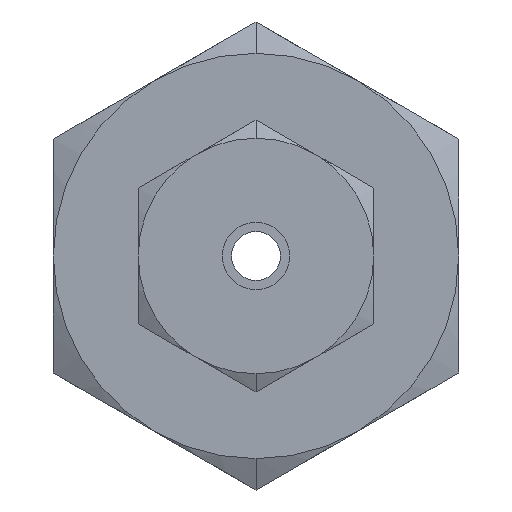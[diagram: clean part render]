
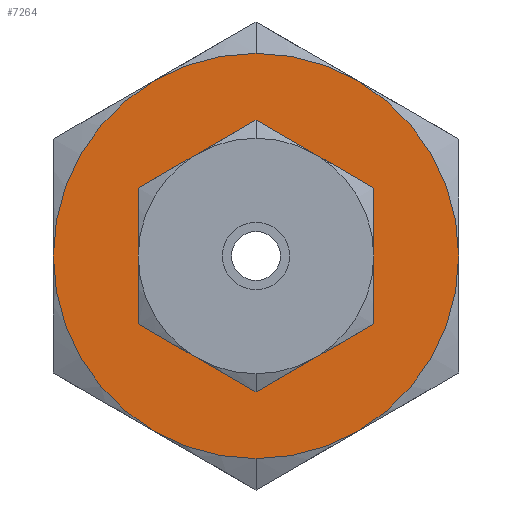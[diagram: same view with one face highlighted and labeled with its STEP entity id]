
A CAD part, left-side view. The second image highlights one B-rep face of the part: STEP entity #7264.
In plain terms, the highlighted planar face has unit normal (-1, 0, 0).
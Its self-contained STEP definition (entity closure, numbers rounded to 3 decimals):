
#493 = VERTEX_POINT ( 'NONE', #2585 ) ;
#580 = DIRECTION ( 'NONE',  ( 0., 0.5, -0.866 ) ) ;
#591 = CIRCLE ( 'NONE', #2867, 9.55 ) ;
#683 = CARTESIAN_POINT ( 'NONE',  ( 15.2, 0., 0. ) ) ;
#721 = CARTESIAN_POINT ( 'NONE',  ( 15.2, 0., 0. ) ) ;
#743 = CARTESIAN_POINT ( 'NONE',  ( 15.2, 0., 0. ) ) ;
#814 = AXIS2_PLACEMENT_3D ( 'NONE', #2552, #2015, #8413 ) ;
#892 = CARTESIAN_POINT ( 'NONE',  ( 15.2, 0., 4.775 ) ) ;
#930 = AXIS2_PLACEMENT_3D ( 'NONE', #1249, #8476, #4854 ) ;
#1024 = ORIENTED_EDGE ( 'NONE', *, *, #1666, .F. ) ;
#1025 = EDGE_CURVE ( 'NONE', #6555, #493, #4120, .T. ) ;
#1131 = EDGE_LOOP ( 'NONE', ( #7610, #1024, #9122, #8276, #6781, #9116, #4044, #4144 ) ) ;
#1249 = CARTESIAN_POINT ( 'NONE',  ( 15.2, 0., 0. ) ) ;
#1253 = AXIS2_PLACEMENT_3D ( 'NONE', #5597, #6464, #2795 ) ;
#1352 = DIRECTION ( 'NONE',  ( 0., -0.5, -0.866 ) ) ;
#1434 = CIRCLE ( 'NONE', #2635, 9.55 ) ;
#1453 = DIRECTION ( 'NONE',  ( 1., 0., 0. ) ) ;
#1649 = AXIS2_PLACEMENT_3D ( 'NONE', #3691, #5819, #4300 ) ;
#1666 = EDGE_CURVE ( 'NONE', #7827, #8042, #1683, .T. ) ;
#1683 = CIRCLE ( 'NONE', #3675, 9.55 ) ;
#1792 = CARTESIAN_POINT ( 'NONE',  ( 15.2, 0., 0. ) ) ;
#1810 = EDGE_LOOP ( 'NONE', ( #8410, #6257 ) ) ;
#1831 = VERTEX_POINT ( 'NONE', #8220 ) ;
#1920 = CARTESIAN_POINT ( 'NONE',  ( 15.2, -4.775, 8.271 ) ) ;
#2015 = DIRECTION ( 'NONE',  ( 1., 0., 0. ) ) ;
#2023 = EDGE_CURVE ( 'NONE', #8042, #6555, #5340, .T. ) ;
#2307 = DIRECTION ( 'NONE',  ( 0., 0., 1. ) ) ;
#2323 = AXIS2_PLACEMENT_3D ( 'NONE', #721, #5796, #3576 ) ;
#2373 = EDGE_CURVE ( 'NONE', #493, #6426, #5172, .T. ) ;
#2552 = CARTESIAN_POINT ( 'NONE',  ( 15.2, 0., 0. ) ) ;
#2585 = CARTESIAN_POINT ( 'NONE',  ( 15.2, 0., 9.55 ) ) ;
#2635 = AXIS2_PLACEMENT_3D ( 'NONE', #743, #1453, #2834 ) ;
#2795 = DIRECTION ( 'NONE',  ( 0., 1., 0. ) ) ;
#2834 = DIRECTION ( 'NONE',  ( 0., -1., 0. ) ) ;
#2867 = AXIS2_PLACEMENT_3D ( 'NONE', #6445, #7684, #1352 ) ;
#3470 = CIRCLE ( 'NONE', #3771, 9.55 ) ;
#3576 = DIRECTION ( 'NONE',  ( 0., 0., 1. ) ) ;
#3582 = DIRECTION ( 'NONE',  ( 0., -0.5, 0.866 ) ) ;
#3675 = AXIS2_PLACEMENT_3D ( 'NONE', #7798, #7084, #580 ) ;
#3691 = CARTESIAN_POINT ( 'NONE',  ( 15.2, 0., 0. ) ) ;
#3771 = AXIS2_PLACEMENT_3D ( 'NONE', #683, #8841, #3582 ) ;
#3836 = EDGE_CURVE ( 'NONE', #1831, #7827, #5755, .T. ) ;
#4044 = ORIENTED_EDGE ( 'NONE', *, *, #2373, .F. ) ;
#4120 = CIRCLE ( 'NONE', #5034, 9.55 ) ;
#4144 = ORIENTED_EDGE ( 'NONE', *, *, #1025, .F. ) ;
#4300 = DIRECTION ( 'NONE',  ( 0., 0., -1. ) ) ;
#4524 = EDGE_CURVE ( 'NONE', #6426, #5094, #3470, .T. ) ;
#4685 = DIRECTION ( 'NONE',  ( -1., 0., 0. ) ) ;
#4854 = DIRECTION ( 'NONE',  ( 0., 0., 1. ) ) ;
#4921 = VERTEX_POINT ( 'NONE', #7936 ) ;
#4926 = CARTESIAN_POINT ( 'NONE',  ( 15.2, 0., 3.129 ) ) ;
#5034 = AXIS2_PLACEMENT_3D ( 'NONE', #1792, #9085, #8371 ) ;
#5055 = AXIS2_PLACEMENT_3D ( 'NONE', #892, #4685, #2307 ) ;
#5094 = VERTEX_POINT ( 'NONE', #9214 ) ;
#5106 = EDGE_CURVE ( 'NONE', #4921, #1831, #591, .T. ) ;
#5172 = CIRCLE ( 'NONE', #930, 9.55 ) ;
#5340 = CIRCLE ( 'NONE', #1253, 9.55 ) ;
#5511 = CARTESIAN_POINT ( 'NONE',  ( 15.2, 4.775, 8.271 ) ) ;
#5597 = CARTESIAN_POINT ( 'NONE',  ( 15.2, 0., 0. ) ) ;
#5755 = CIRCLE ( 'NONE', #1649, 9.55 ) ;
#5796 = DIRECTION ( 'NONE',  ( 1., 0., 0. ) ) ;
#5819 = DIRECTION ( 'NONE',  ( 1., 0., 0. ) ) ;
#5923 = FACE_OUTER_BOUND ( 'NONE', #1131, .T. ) ;
#5934 = CARTESIAN_POINT ( 'NONE',  ( 15.2, 9.55, 0. ) ) ;
#6257 = ORIENTED_EDGE ( 'NONE', *, *, #7435, .T. ) ;
#6426 = VERTEX_POINT ( 'NONE', #1920 ) ;
#6436 = CIRCLE ( 'NONE', #814, 3.129 ) ;
#6445 = CARTESIAN_POINT ( 'NONE',  ( 15.2, 0., 0. ) ) ;
#6464 = DIRECTION ( 'NONE',  ( 1., 0., 0. ) ) ;
#6555 = VERTEX_POINT ( 'NONE', #5511 ) ;
#6781 = ORIENTED_EDGE ( 'NONE', *, *, #6852, .F. ) ;
#6852 = EDGE_CURVE ( 'NONE', #5094, #4921, #1434, .T. ) ;
#6970 = EDGE_CURVE ( 'NONE', #9328, #9209, #8411, .T. ) ;
#7084 = DIRECTION ( 'NONE',  ( 1., 0., 0. ) ) ;
#7093 = CARTESIAN_POINT ( 'NONE',  ( 15.2, 0., -3.129 ) ) ;
#7264 = ADVANCED_FACE ( 'NONE', ( #7499, #5923 ), #8925, .T. ) ;
#7435 = EDGE_CURVE ( 'NONE', #9209, #9328, #6436, .T. ) ;
#7482 = CARTESIAN_POINT ( 'NONE',  ( 15.2, 4.775, -8.271 ) ) ;
#7499 = FACE_BOUND ( 'NONE', #1810, .T. ) ;
#7610 = ORIENTED_EDGE ( 'NONE', *, *, #2023, .F. ) ;
#7684 = DIRECTION ( 'NONE',  ( 1., 0., 0. ) ) ;
#7798 = CARTESIAN_POINT ( 'NONE',  ( 15.2, 0., 0. ) ) ;
#7827 = VERTEX_POINT ( 'NONE', #7482 ) ;
#7936 = CARTESIAN_POINT ( 'NONE',  ( 15.2, -4.775, -8.271 ) ) ;
#8042 = VERTEX_POINT ( 'NONE', #5934 ) ;
#8220 = CARTESIAN_POINT ( 'NONE',  ( 15.2, 0., -9.55 ) ) ;
#8276 = ORIENTED_EDGE ( 'NONE', *, *, #5106, .F. ) ;
#8371 = DIRECTION ( 'NONE',  ( 0., 0.5, 0.866 ) ) ;
#8410 = ORIENTED_EDGE ( 'NONE', *, *, #6970, .T. ) ;
#8411 = CIRCLE ( 'NONE', #2323, 3.129 ) ;
#8413 = DIRECTION ( 'NONE',  ( 0., 0., -1. ) ) ;
#8476 = DIRECTION ( 'NONE',  ( 1., 0., 0. ) ) ;
#8841 = DIRECTION ( 'NONE',  ( 1., 0., 0. ) ) ;
#8925 = PLANE ( 'NONE',  #5055 ) ;
#9085 = DIRECTION ( 'NONE',  ( 1., 0., 0. ) ) ;
#9116 = ORIENTED_EDGE ( 'NONE', *, *, #4524, .F. ) ;
#9122 = ORIENTED_EDGE ( 'NONE', *, *, #3836, .F. ) ;
#9209 = VERTEX_POINT ( 'NONE', #7093 ) ;
#9214 = CARTESIAN_POINT ( 'NONE',  ( 15.2, -9.55, 0. ) ) ;
#9328 = VERTEX_POINT ( 'NONE', #4926 ) ;
